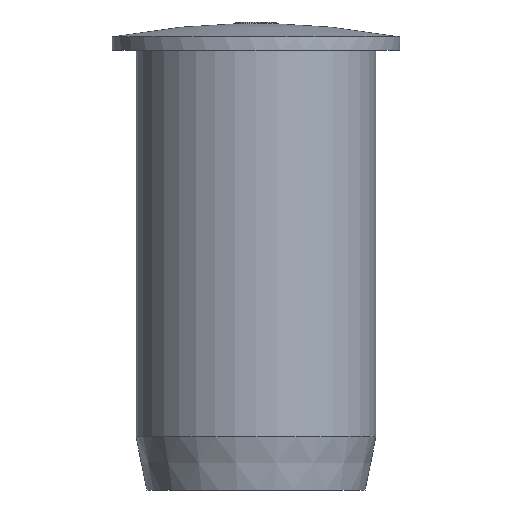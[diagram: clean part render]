
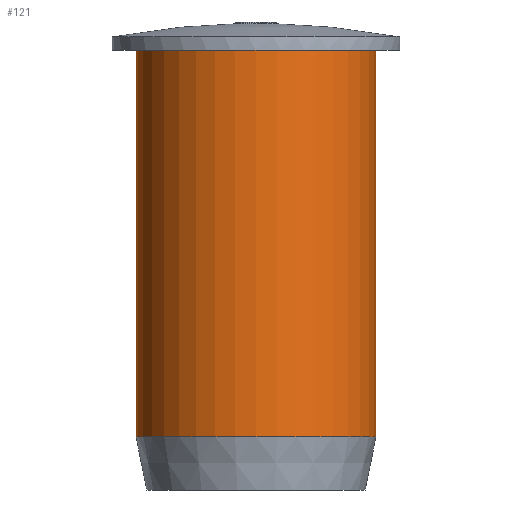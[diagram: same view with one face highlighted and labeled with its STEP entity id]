
A CAD part, front view. The second image highlights one B-rep face of the part: STEP entity #121.
In plain terms, the highlighted cylindrical face has radius 4.5 mm (diameter 9 mm), a full revolution.
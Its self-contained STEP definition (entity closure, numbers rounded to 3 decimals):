
#116=CYLINDRICAL_SURFACE('',#447,4.5);
#121=ADVANCED_FACE('',(#151,#152),#116,.T.);
#151=FACE_BOUND('',#167,.T.);
#152=FACE_BOUND('',#168,.T.);
#167=EDGE_LOOP('',(#220));
#168=EDGE_LOOP('',(#221));
#197=CIRCLE('',#444,4.5);
#198=CIRCLE('',#446,4.5);
#220=ORIENTED_EDGE('',*,*,#359,.T.);
#221=ORIENTED_EDGE('',*,*,#358,.T.);
#321=VERTEX_POINT('',#689);
#322=VERTEX_POINT('',#692);
#358=EDGE_CURVE('',#321,#321,#197,.T.);
#359=EDGE_CURVE('',#322,#322,#198,.T.);
#444=AXIS2_PLACEMENT_3D('',#688,#470,#471);
#446=AXIS2_PLACEMENT_3D('',#691,#474,#475);
#447=AXIS2_PLACEMENT_3D('',#693,#476,#477);
#470=DIRECTION('',(0.,0.,-1.));
#471=DIRECTION('',(-1.,0.,0.));
#474=DIRECTION('',(0.,0.,1.));
#475=DIRECTION('',(1.,0.,0.));
#476=DIRECTION('',(0.,0.,-1.));
#477=DIRECTION('',(-1.,0.,0.));
#688=CARTESIAN_POINT('',(0.,0.,0.));
#689=CARTESIAN_POINT('',(-4.5,0.,0.));
#691=CARTESIAN_POINT('',(0.,0.,-14.5));
#692=CARTESIAN_POINT('',(4.5,0.,-14.5));
#693=CARTESIAN_POINT('',(0.,0.,0.));
